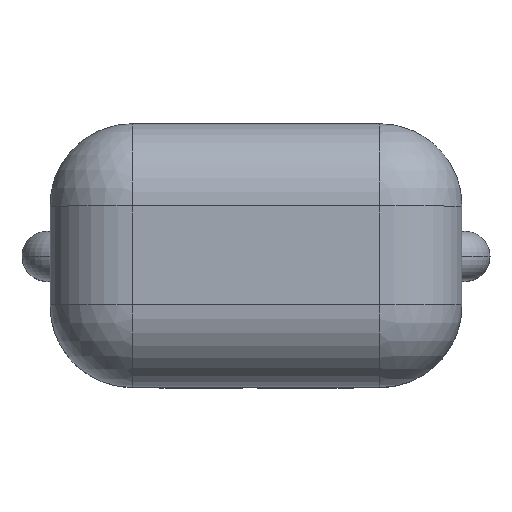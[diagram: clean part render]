
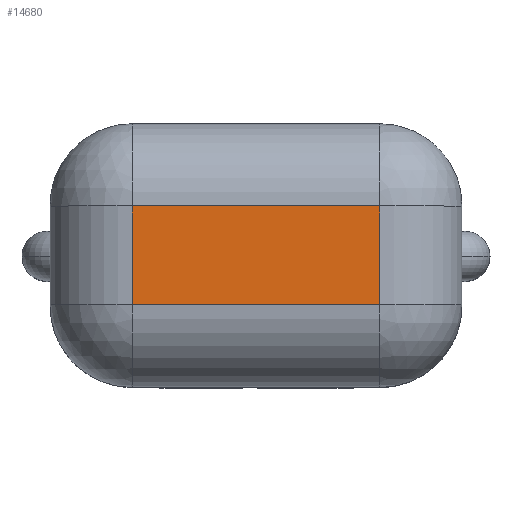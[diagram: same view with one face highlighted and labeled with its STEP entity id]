
A CAD part, top view. The second image highlights one B-rep face of the part: STEP entity #14680.
In plain terms, the highlighted planar face has unit normal (0, 0, 1).
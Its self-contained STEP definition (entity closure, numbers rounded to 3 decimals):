
#359 = PLANE ( 'NONE',  #7869 ) ;
#2411 = FACE_OUTER_BOUND ( 'NONE', #12556, .T. ) ;
#2821 = CARTESIAN_POINT ( 'NONE',  ( 0., -0.6, 4.5 ) ) ;
#3293 = DIRECTION ( 'NONE',  ( 0., -1., 0. ) ) ;
#4203 = VECTOR ( 'NONE', #9754, 1000. ) ;
#4236 = CARTESIAN_POINT ( 'NONE',  ( -1.5, 0.6, 4.5 ) ) ;
#4395 = VERTEX_POINT ( 'NONE', #5107 ) ;
#4479 = LINE ( 'NONE', #14822, #12576 ) ;
#4666 = DIRECTION ( 'NONE',  ( -1., 0., 0. ) ) ;
#4905 = EDGE_CURVE ( 'NONE', #7324, #9363, #7726, .T. ) ;
#5107 = CARTESIAN_POINT ( 'NONE',  ( 1.5, 0.6, 4.5 ) ) ;
#5491 = CARTESIAN_POINT ( 'NONE',  ( -1.5, 0., 4.5 ) ) ;
#5781 = EDGE_CURVE ( 'NONE', #9363, #4395, #4479, .T. ) ;
#6929 = ORIENTED_EDGE ( 'NONE', *, *, #4905, .T. ) ;
#7005 = VERTEX_POINT ( 'NONE', #4236 ) ;
#7177 = ORIENTED_EDGE ( 'NONE', *, *, #5781, .T. ) ;
#7324 = VERTEX_POINT ( 'NONE', #12528 ) ;
#7726 = LINE ( 'NONE', #2821, #4203 ) ;
#7800 = CARTESIAN_POINT ( 'NONE',  ( 1.5, -0.6, 4.5 ) ) ;
#7869 = AXIS2_PLACEMENT_3D ( 'NONE', #8140, #10608, #4666 ) ;
#8140 = CARTESIAN_POINT ( 'NONE',  ( 0., 0., 4.5 ) ) ;
#8185 = ORIENTED_EDGE ( 'NONE', *, *, #14042, .T. ) ;
#9041 = LINE ( 'NONE', #5491, #12642 ) ;
#9238 = LINE ( 'NONE', #11387, #13708 ) ;
#9363 = VERTEX_POINT ( 'NONE', #7800 ) ;
#9754 = DIRECTION ( 'NONE',  ( 1., 0., 0. ) ) ;
#10177 = ORIENTED_EDGE ( 'NONE', *, *, #10884, .T. ) ;
#10351 = DIRECTION ( 'NONE',  ( 0., 1., 0. ) ) ;
#10608 = DIRECTION ( 'NONE',  ( 0., 0., -1. ) ) ;
#10884 = EDGE_CURVE ( 'NONE', #4395, #7005, #9238, .T. ) ;
#11387 = CARTESIAN_POINT ( 'NONE',  ( 0., 0.6, 4.5 ) ) ;
#12528 = CARTESIAN_POINT ( 'NONE',  ( -1.5, -0.6, 4.5 ) ) ;
#12556 = EDGE_LOOP ( 'NONE', ( #8185, #6929, #7177, #10177 ) ) ;
#12576 = VECTOR ( 'NONE', #10351, 1000. ) ;
#12642 = VECTOR ( 'NONE', #3293, 1000. ) ;
#13486 = DIRECTION ( 'NONE',  ( -1., 0., 0. ) ) ;
#13708 = VECTOR ( 'NONE', #13486, 1000. ) ;
#14042 = EDGE_CURVE ( 'NONE', #7005, #7324, #9041, .T. ) ;
#14680 = ADVANCED_FACE ( 'NONE', ( #2411 ), #359, .F. ) ;
#14822 = CARTESIAN_POINT ( 'NONE',  ( 1.5, 0., 4.5 ) ) ;
